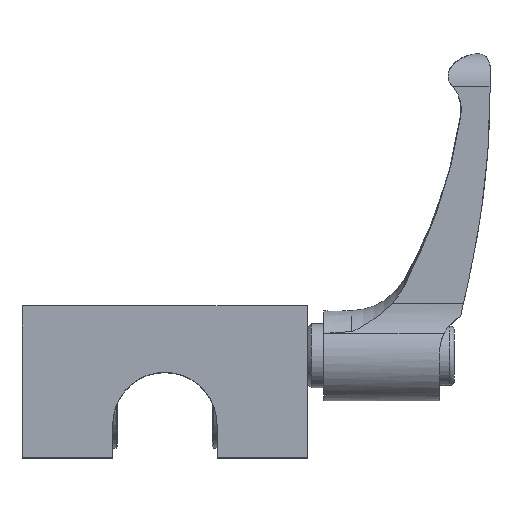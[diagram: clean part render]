
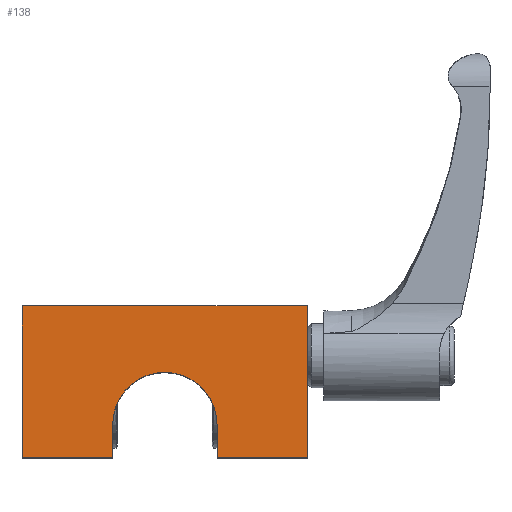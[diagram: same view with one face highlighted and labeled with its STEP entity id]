
A CAD part, top view. The second image highlights one B-rep face of the part: STEP entity #138.
In plain terms, the highlighted face is planar.
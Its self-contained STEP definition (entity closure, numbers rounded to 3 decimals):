
#138 = ADVANCED_FACE( '', ( #318 ), #319, .F. );
#318 = FACE_OUTER_BOUND( '', #580, .T. );
#319 = PLANE( '', #581 );
#580 = EDGE_LOOP( '', ( #874, #875, #876, #877, #878, #879, #880, #881 ) );
#581 = AXIS2_PLACEMENT_3D( '', #882, #883, #884 );
#874 = ORIENTED_EDGE( '', *, *, #1455, .F. );
#875 = ORIENTED_EDGE( '', *, *, #1456, .F. );
#876 = ORIENTED_EDGE( '', *, *, #1457, .F. );
#877 = ORIENTED_EDGE( '', *, *, #1458, .F. );
#878 = ORIENTED_EDGE( '', *, *, #1459, .F. );
#879 = ORIENTED_EDGE( '', *, *, #1460, .T. );
#880 = ORIENTED_EDGE( '', *, *, #1461, .F. );
#881 = ORIENTED_EDGE( '', *, *, #1462, .F. );
#882 = CARTESIAN_POINT( '', ( -22., 7., 0. ) );
#883 = DIRECTION( '', ( 1., 0., 0. ) );
#884 = DIRECTION( '', ( 0., 0., -1. ) );
#1455 = EDGE_CURVE( '', #1676, #1677, #1678, .T. );
#1456 = EDGE_CURVE( '', #1679, #1676, #1680, .T. );
#1457 = EDGE_CURVE( '', #1681, #1679, #1682, .T. );
#1458 = EDGE_CURVE( '', #1683, #1681, #1684, .T. );
#1459 = EDGE_CURVE( '', #1685, #1683, #1686, .T. );
#1460 = EDGE_CURVE( '', #1685, #1687, #1688, .T. );
#1461 = EDGE_CURVE( '', #1689, #1687, #1690, .T. );
#1462 = EDGE_CURVE( '', #1677, #1689, #1691, .T. );
#1676 = VERTEX_POINT( '', #2002 );
#1677 = VERTEX_POINT( '', #2003 );
#1678 = LINE( '', #2004, #2005 );
#1679 = VERTEX_POINT( '', #2006 );
#1680 = LINE( '', #2007, #2008 );
#1681 = VERTEX_POINT( '', #2009 );
#1682 = LINE( '', #2010, #2011 );
#1683 = VERTEX_POINT( '', #2012 );
#1684 = LINE( '', #2013, #2014 );
#1685 = VERTEX_POINT( '', #2015 );
#1686 = LINE( '', #2016, #2017 );
#1687 = VERTEX_POINT( '', #2018 );
#1688 = CIRCLE( '', #2019, 11. );
#1689 = VERTEX_POINT( '', #2020 );
#1690 = LINE( '', #2021, #2022 );
#1691 = LINE( '', #2023, #2024 );
#2002 = CARTESIAN_POINT( '', ( -22., 32., 30. ) );
#2003 = CARTESIAN_POINT( '', ( -22., 0., 30. ) );
#2004 = CARTESIAN_POINT( '', ( -22., 32., 30. ) );
#2005 = VECTOR( '', #2773, 1000. );
#2006 = CARTESIAN_POINT( '', ( -22., 32., -30. ) );
#2007 = CARTESIAN_POINT( '', ( -22., 32., -30. ) );
#2008 = VECTOR( '', #2774, 1000. );
#2009 = CARTESIAN_POINT( '', ( -22., 0., -30. ) );
#2010 = CARTESIAN_POINT( '', ( -22., 0., -30. ) );
#2011 = VECTOR( '', #2775, 1000. );
#2012 = CARTESIAN_POINT( '', ( -22., 0., -11. ) );
#2013 = CARTESIAN_POINT( '', ( -22., 0., -11. ) );
#2014 = VECTOR( '', #2776, 1000. );
#2015 = CARTESIAN_POINT( '', ( -22., 7., -11. ) );
#2016 = CARTESIAN_POINT( '', ( -22., 7., -11. ) );
#2017 = VECTOR( '', #2777, 1000. );
#2018 = CARTESIAN_POINT( '', ( -22., 7., 11. ) );
#2019 = AXIS2_PLACEMENT_3D( '', #2778, #2779, #2780 );
#2020 = CARTESIAN_POINT( '', ( -22., 0., 11. ) );
#2021 = CARTESIAN_POINT( '', ( -22., 0., 11. ) );
#2022 = VECTOR( '', #2781, 1000. );
#2023 = CARTESIAN_POINT( '', ( -22., 0., 30. ) );
#2024 = VECTOR( '', #2782, 1000. );
#2773 = DIRECTION( '', ( 0., -1., 0. ) );
#2774 = DIRECTION( '', ( 0., 0., 1. ) );
#2775 = DIRECTION( '', ( 0., 1., 0. ) );
#2776 = DIRECTION( '', ( 0., 0., -1. ) );
#2777 = DIRECTION( '', ( 0., -1., 0. ) );
#2778 = CARTESIAN_POINT( '', ( -22., 7., 0. ) );
#2779 = DIRECTION( '', ( 1., 0., 0. ) );
#2780 = DIRECTION( '', ( 0., 0., -1. ) );
#2781 = DIRECTION( '', ( 0., 1., 0. ) );
#2782 = DIRECTION( '', ( 0., 0., -1. ) );
